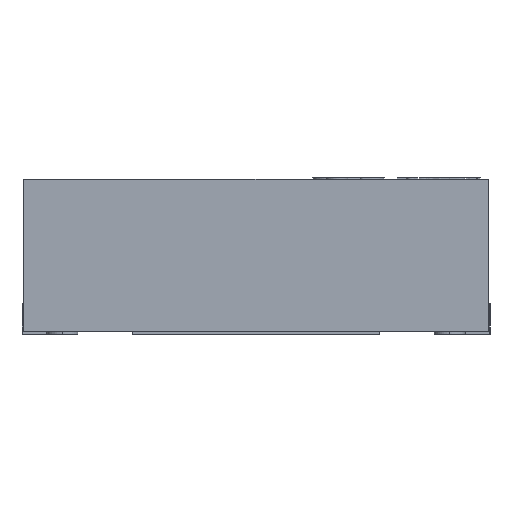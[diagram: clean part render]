
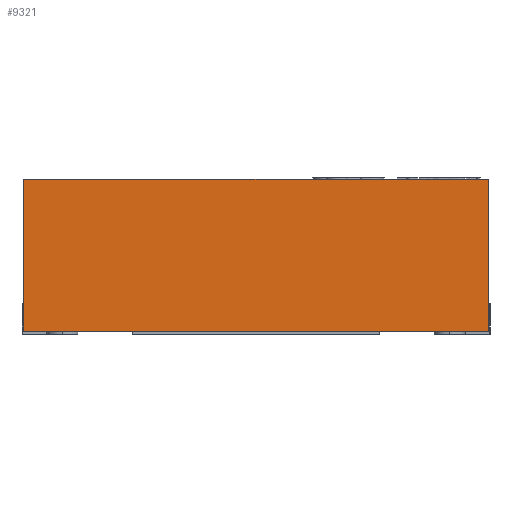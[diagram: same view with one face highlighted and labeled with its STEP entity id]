
A CAD part, front view. The second image highlights one B-rep face of the part: STEP entity #9321.
In plain terms, the highlighted planar face has unit normal (0, -1, 0).
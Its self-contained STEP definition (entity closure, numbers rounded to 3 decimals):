
#1857 = DIRECTION ( 'NONE',  ( 1., 0., 0. ) ) ;
#2055 = VERTEX_POINT ( 'NONE', #12086 ) ;
#2072 = DIRECTION ( 'NONE',  ( 0., 1., 0. ) ) ;
#2334 = AXIS2_PLACEMENT_3D ( 'NONE', #4916, #2072, #10684 ) ;
#2581 = ORIENTED_EDGE ( 'NONE', *, *, #11322, .T. ) ;
#2765 = DIRECTION ( 'NONE',  ( 1., 0., 0. ) ) ;
#3062 = CARTESIAN_POINT ( 'NONE',  ( 1.5, -1.5, 0.98 ) ) ;
#3507 = VERTEX_POINT ( 'NONE', #7645 ) ;
#4916 = CARTESIAN_POINT ( 'NONE',  ( -1.5, -1.5, 0.98 ) ) ;
#4974 = CARTESIAN_POINT ( 'NONE',  ( -1.5, -1.5, 0.98 ) ) ;
#5133 = ORIENTED_EDGE ( 'NONE', *, *, #15915, .F. ) ;
#5745 = CARTESIAN_POINT ( 'NONE',  ( 1.5, -1.5, 0. ) ) ;
#6217 = FACE_OUTER_BOUND ( 'NONE', #16992, .T. ) ;
#6512 = VERTEX_POINT ( 'NONE', #5745 ) ;
#7518 = CARTESIAN_POINT ( 'NONE',  ( -1.5, -1.5, 0.98 ) ) ;
#7620 = CARTESIAN_POINT ( 'NONE',  ( -1.5, -1.5, 0. ) ) ;
#7645 = CARTESIAN_POINT ( 'NONE',  ( -1.5, -1.5, 0. ) ) ;
#8331 = LINE ( 'NONE', #11623, #13233 ) ;
#9321 = ADVANCED_FACE ( 'NONE', ( #6217 ), #17836, .F. ) ;
#9330 = LINE ( 'NONE', #4974, #10975 ) ;
#9593 = VERTEX_POINT ( 'NONE', #7518 ) ;
#9815 = EDGE_CURVE ( 'NONE', #2055, #6512, #15950, .T. ) ;
#9887 = DIRECTION ( 'NONE',  ( 0., 0., -1. ) ) ;
#10160 = ORIENTED_EDGE ( 'NONE', *, *, #12937, .T. ) ;
#10684 = DIRECTION ( 'NONE',  ( 0., 0., 1. ) ) ;
#10975 = VECTOR ( 'NONE', #15495, 1000. ) ;
#11322 = EDGE_CURVE ( 'NONE', #3507, #6512, #17710, .T. ) ;
#11623 = CARTESIAN_POINT ( 'NONE',  ( -1.5, -1.5, 0.98 ) ) ;
#12086 = CARTESIAN_POINT ( 'NONE',  ( 1.5, -1.5, 0.98 ) ) ;
#12937 = EDGE_CURVE ( 'NONE', #9593, #3507, #9330, .T. ) ;
#13233 = VECTOR ( 'NONE', #2765, 1000. ) ;
#14539 = VECTOR ( 'NONE', #1857, 1000. ) ;
#15495 = DIRECTION ( 'NONE',  ( 0., 0., -1. ) ) ;
#15915 = EDGE_CURVE ( 'NONE', #9593, #2055, #8331, .T. ) ;
#15950 = LINE ( 'NONE', #3062, #17085 ) ;
#16992 = EDGE_LOOP ( 'NONE', ( #2581, #18812, #5133, #10160 ) ) ;
#17085 = VECTOR ( 'NONE', #9887, 1000. ) ;
#17710 = LINE ( 'NONE', #7620, #14539 ) ;
#17836 = PLANE ( 'NONE',  #2334 ) ;
#18812 = ORIENTED_EDGE ( 'NONE', *, *, #9815, .F. ) ;
